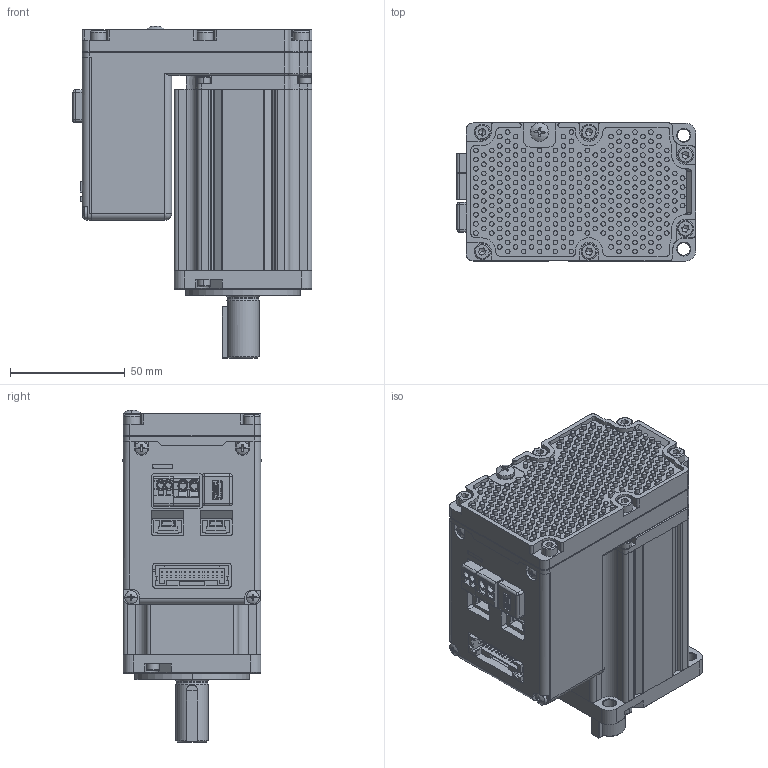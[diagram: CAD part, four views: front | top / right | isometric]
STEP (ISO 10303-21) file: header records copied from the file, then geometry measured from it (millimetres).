
FILE_DESCRIPTION (( 'STEP AP203' ), '1' );
FILE_NAME ('MDX+60 IP20-2 500W.STEP', '2022-02-22T02:24:16', ( 'ad' ), ( '' ), 'SwSTEP 2.0', 'SolidWorks 2015', '' );
FILE_SCHEMA (( 'CONFIG_CONTROL_DESIGN' ));
Length unit declared in the file: millimetre
Products named in the file (2): MDX+60 IP20-2 500W
Bounding box: 104.45 x 60.1 x 144.56 mm (x, y, z)
Surface area: 75489.9 mm2 (no closed solid volume)
Topology: 0 solids, 44 shells, 2161 faces, 6116 edges, 4241 vertices
Faces by surface type: plane 971, cylinder 935, cone 95, bspline 79, torus 65, sphere 16
Entity records: 73169 total; most frequent: CARTESIAN_POINT 15998, DIRECTION 12587, ORIENTED_EDGE 10599, EDGE_CURVE 6090, AXIS2_PLACEMENT_3D 4688, VERTEX_POINT 4241, VECTOR 3211, LINE 3211
